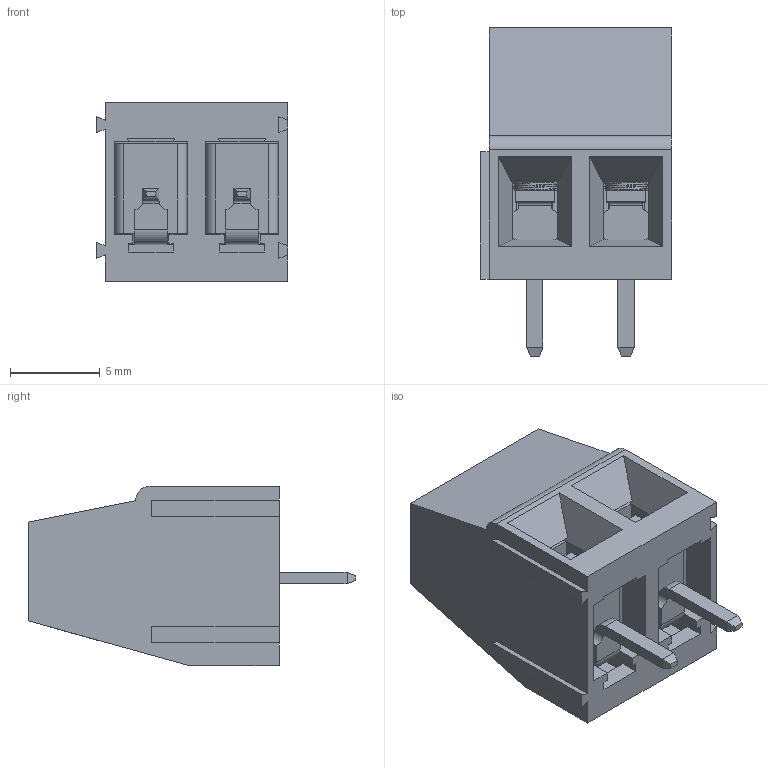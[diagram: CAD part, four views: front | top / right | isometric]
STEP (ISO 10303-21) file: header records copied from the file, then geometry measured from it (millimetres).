
FILE_DESCRIPTION (( 'STEP AP214' ), '1' );
FILE_NAME ('DG128-5.0-2P.STEP', '2014-01-04T10:07:06', ( '' ), ( '' ), 'SwSTEP 2.0', 'SolidWorks 2012', '' );
FILE_SCHEMA (( 'AUTOMOTIVE_DESIGN' ));
Length unit declared in the file: millimetre
Products named in the file (5): 錨璃9; 錨璃8; 錨璃7; 錨璃6; DG128-5.0-2P
Assembly tree (7 placements, depth 2):
  DG128-5.0-2P
    錨璃6
    錨璃7  x2
    錨璃8  x2
    錨璃9  x2
Bounding box: 10.66 x 18.28 x 10 mm (x, y, z)
Volume: 804.4 mm3; surface area: 2010.6 mm2
Topology: 7 solids, 7 shells, 327 faces, 921 edges, 610 vertices
Faces by surface type: plane 166, cylinder 147, torus 8, bspline 6
Entity records: 9996 total; most frequent: CARTESIAN_POINT 4764, ORIENTED_EDGE 1158, DIRECTION 933, EDGE_CURVE 579, VECTOR 391, LINE 391, VERTEX_POINT 384, AXIS2_PLACEMENT_3D 271
